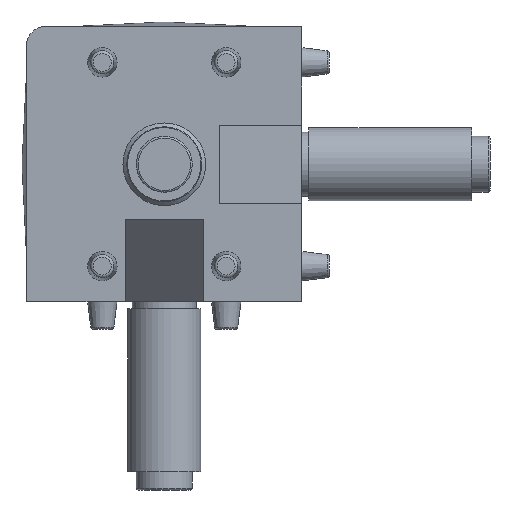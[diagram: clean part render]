
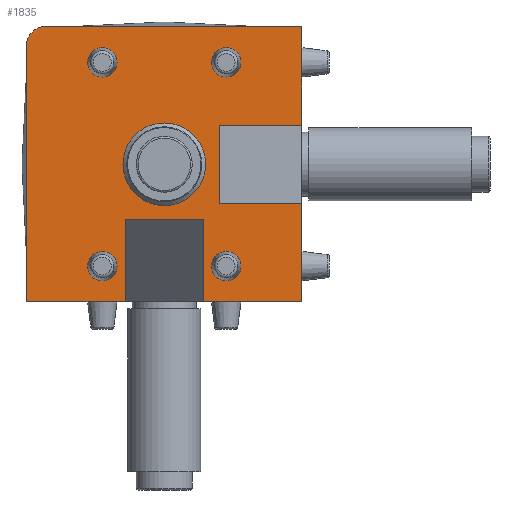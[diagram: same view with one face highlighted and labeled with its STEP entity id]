
A CAD part, front view. The second image highlights one B-rep face of the part: STEP entity #1835.
In plain terms, the highlighted planar face has unit normal (0, -1, 0).
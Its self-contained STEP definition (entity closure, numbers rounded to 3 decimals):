
#146=PLANE('',#2101);
#234=LINE('',#3066,#306);
#242=LINE('',#3084,#314);
#247=LINE('',#3106,#319);
#251=LINE('',#3114,#323);
#254=LINE('',#3270,#326);
#255=LINE('',#3272,#327);
#256=LINE('',#3274,#328);
#257=LINE('',#3275,#329);
#258=LINE('',#3277,#330);
#259=LINE('',#3279,#331);
#260=LINE('',#3280,#332);
#261=LINE('',#3284,#333);
#306=VECTOR('',#2457,1000.);
#314=VECTOR('',#2467,1000.);
#319=VECTOR('',#2486,1000.);
#323=VECTOR('',#2490,1000.);
#326=VECTOR('',#2595,1000.);
#327=VECTOR('',#2596,1000.);
#328=VECTOR('',#2597,1000.);
#329=VECTOR('',#2598,1000.);
#330=VECTOR('',#2599,1000.);
#331=VECTOR('',#2600,1000.);
#332=VECTOR('',#2601,1000.);
#333=VECTOR('',#2604,1000.);
#612=ORIENTED_EDGE('',*,*,#982,.F.);
#613=ORIENTED_EDGE('',*,*,#983,.F.);
#614=ORIENTED_EDGE('',*,*,#984,.F.);
#615=ORIENTED_EDGE('',*,*,#985,.F.);
#616=ORIENTED_EDGE('',*,*,#986,.F.);
#617=ORIENTED_EDGE('',*,*,#908,.T.);
#618=ORIENTED_EDGE('',*,*,#987,.T.);
#619=ORIENTED_EDGE('',*,*,#988,.T.);
#620=ORIENTED_EDGE('',*,*,#989,.F.);
#621=ORIENTED_EDGE('',*,*,#917,.T.);
#622=ORIENTED_EDGE('',*,*,#932,.T.);
#623=ORIENTED_EDGE('',*,*,#990,.F.);
#624=ORIENTED_EDGE('',*,*,#991,.F.);
#625=ORIENTED_EDGE('',*,*,#992,.T.);
#626=ORIENTED_EDGE('',*,*,#928,.T.);
#627=ORIENTED_EDGE('',*,*,#993,.F.);
#628=ORIENTED_EDGE('',*,*,#994,.T.);
#629=ORIENTED_EDGE('',*,*,#995,.F.);
#908=EDGE_CURVE('',#1122,#1121,#234,.T.);
#917=EDGE_CURVE('',#1131,#1130,#242,.T.);
#928=EDGE_CURVE('',#1141,#1140,#247,.T.);
#932=EDGE_CURVE('',#1130,#1144,#251,.T.);
#982=EDGE_CURVE('',#1180,#1180,#1299,.F.);
#983=EDGE_CURVE('',#1181,#1181,#1300,.F.);
#984=EDGE_CURVE('',#1182,#1182,#1301,.F.);
#985=EDGE_CURVE('',#1183,#1183,#1302,.F.);
#986=EDGE_CURVE('',#1184,#1184,#1303,.T.);
#987=EDGE_CURVE('',#1121,#1185,#254,.T.);
#988=EDGE_CURVE('',#1185,#1186,#255,.T.);
#989=EDGE_CURVE('',#1131,#1186,#256,.T.);
#990=EDGE_CURVE('',#1187,#1144,#257,.T.);
#991=EDGE_CURVE('',#1188,#1187,#258,.T.);
#992=EDGE_CURVE('',#1188,#1141,#259,.T.);
#993=EDGE_CURVE('',#1189,#1140,#260,.T.);
#994=EDGE_CURVE('',#1189,#1190,#1304,.F.);
#995=EDGE_CURVE('',#1122,#1190,#261,.T.);
#1121=VERTEX_POINT('',#3065);
#1122=VERTEX_POINT('',#3067);
#1130=VERTEX_POINT('',#3083);
#1131=VERTEX_POINT('',#3085);
#1140=VERTEX_POINT('',#3105);
#1141=VERTEX_POINT('',#3107);
#1144=VERTEX_POINT('',#3113);
#1180=VERTEX_POINT('',#3261);
#1181=VERTEX_POINT('',#3263);
#1182=VERTEX_POINT('',#3265);
#1183=VERTEX_POINT('',#3267);
#1184=VERTEX_POINT('',#3269);
#1185=VERTEX_POINT('',#3271);
#1186=VERTEX_POINT('',#3273);
#1187=VERTEX_POINT('',#3276);
#1188=VERTEX_POINT('',#3278);
#1189=VERTEX_POINT('',#3281);
#1190=VERTEX_POINT('',#3283);
#1299=CIRCLE('',#2102,1.6);
#1300=CIRCLE('',#2103,1.6);
#1301=CIRCLE('',#2104,1.6);
#1302=CIRCLE('',#2105,1.6);
#1303=CIRCLE('',#2106,4.5);
#1304=CIRCLE('',#2107,2.);
#1431=EDGE_LOOP('',(#612));
#1432=EDGE_LOOP('',(#613));
#1433=EDGE_LOOP('',(#614));
#1434=EDGE_LOOP('',(#615));
#1435=EDGE_LOOP('',(#616));
#1436=EDGE_LOOP('',(#617,#618,#619,#620,#621,#622,#623,#624,#625,#626,#627,
#628,#629));
#1633=FACE_BOUND('',#1431,.T.);
#1634=FACE_BOUND('',#1432,.T.);
#1635=FACE_BOUND('',#1433,.T.);
#1636=FACE_BOUND('',#1434,.T.);
#1637=FACE_BOUND('',#1435,.T.);
#1638=FACE_BOUND('',#1436,.T.);
#1835=ADVANCED_FACE('',(#1633,#1634,#1635,#1636,#1637,#1638),#146,.F.);
#2101=AXIS2_PLACEMENT_3D('',#3259,#2583,#2584);
#2102=AXIS2_PLACEMENT_3D('',#3260,#2585,#2586);
#2103=AXIS2_PLACEMENT_3D('',#3262,#2587,#2588);
#2104=AXIS2_PLACEMENT_3D('',#3264,#2589,#2590);
#2105=AXIS2_PLACEMENT_3D('',#3266,#2591,#2592);
#2106=AXIS2_PLACEMENT_3D('',#3268,#2593,#2594);
#2107=AXIS2_PLACEMENT_3D('',#3282,#2602,#2603);
#2457=DIRECTION('',(0.,0.,-1.));
#2467=DIRECTION('',(0.,0.,-1.));
#2486=DIRECTION('',(1.,0.,0.));
#2490=DIRECTION('',(1.,0.,0.));
#2583=DIRECTION('',(0.,1.,0.));
#2584=DIRECTION('',(0.,0.,1.));
#2585=DIRECTION('',(0.,1.,0.));
#2586=DIRECTION('',(0.,0.,1.));
#2587=DIRECTION('',(0.,1.,0.));
#2588=DIRECTION('',(0.,0.,1.));
#2589=DIRECTION('',(0.,1.,0.));
#2590=DIRECTION('',(0.,0.,1.));
#2591=DIRECTION('',(0.,1.,0.));
#2592=DIRECTION('',(0.,0.,1.));
#2593=DIRECTION('',(0.,-1.,0.));
#2594=DIRECTION('',(0.,0.,-1.));
#2595=DIRECTION('',(1.,0.,0.));
#2596=DIRECTION('',(0.,0.,-1.));
#2597=DIRECTION('',(1.,0.,0.));
#2598=DIRECTION('',(0.,0.,-1.));
#2599=DIRECTION('',(-1.,0.,0.));
#2600=DIRECTION('',(0.,0.,-1.));
#2601=DIRECTION('',(0.,0.,-1.));
#2602=DIRECTION('',(0.,1.,0.));
#2603=DIRECTION('',(0.,0.,1.));
#2604=DIRECTION('',(1.,0.,0.));
#3065=CARTESIAN_POINT('',(-15.,-15.,4.25));
#3066=CARTESIAN_POINT('',(-15.,-15.,15.));
#3067=CARTESIAN_POINT('',(-15.,-15.,15.));
#3083=CARTESIAN_POINT('',(-15.,-15.,-15.));
#3084=CARTESIAN_POINT('',(-15.,-15.,15.));
#3085=CARTESIAN_POINT('',(-15.,-15.,-4.25));
#3105=CARTESIAN_POINT('',(15.,-15.,-15.));
#3106=CARTESIAN_POINT('',(-15.,-15.,-15.));
#3107=CARTESIAN_POINT('',(4.25,-15.,-15.));
#3113=CARTESIAN_POINT('',(-4.25,-15.,-15.));
#3114=CARTESIAN_POINT('',(-15.,-15.,-15.));
#3259=CARTESIAN_POINT('',(-15.,-15.,15.));
#3260=CARTESIAN_POINT('',(-11.1,-15.,6.75));
#3261=CARTESIAN_POINT('',(-11.1,-15.,8.35));
#3262=CARTESIAN_POINT('',(-11.1,-15.,-6.75));
#3263=CARTESIAN_POINT('',(-11.1,-15.,-5.15));
#3264=CARTESIAN_POINT('',(11.1,-15.,6.75));
#3265=CARTESIAN_POINT('',(11.1,-15.,8.35));
#3266=CARTESIAN_POINT('',(11.1,-15.,-6.75));
#3267=CARTESIAN_POINT('',(11.1,-15.,-5.15));
#3268=CARTESIAN_POINT('',(0.,-15.,0.));
#3269=CARTESIAN_POINT('',(0.,-15.,-4.5));
#3270=CARTESIAN_POINT('',(-15.,-15.,4.25));
#3271=CARTESIAN_POINT('',(-6.,-15.,4.25));
#3272=CARTESIAN_POINT('',(-6.,-15.,4.25));
#3273=CARTESIAN_POINT('',(-6.,-15.,-4.25));
#3274=CARTESIAN_POINT('',(-15.,-15.,-4.25));
#3275=CARTESIAN_POINT('',(-4.25,-15.,-6.));
#3276=CARTESIAN_POINT('',(-4.25,-15.,-6.));
#3277=CARTESIAN_POINT('',(4.25,-15.,-6.));
#3278=CARTESIAN_POINT('',(4.25,-15.,-6.));
#3279=CARTESIAN_POINT('',(4.25,-15.,-6.));
#3280=CARTESIAN_POINT('',(15.,-15.,15.));
#3281=CARTESIAN_POINT('',(15.,-15.,13.));
#3282=CARTESIAN_POINT('',(13.,-15.,13.));
#3283=CARTESIAN_POINT('',(13.,-15.,15.));
#3284=CARTESIAN_POINT('',(-15.,-15.,15.));
